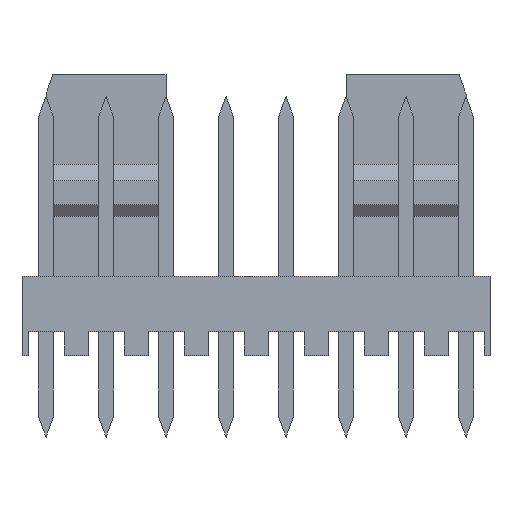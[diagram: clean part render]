
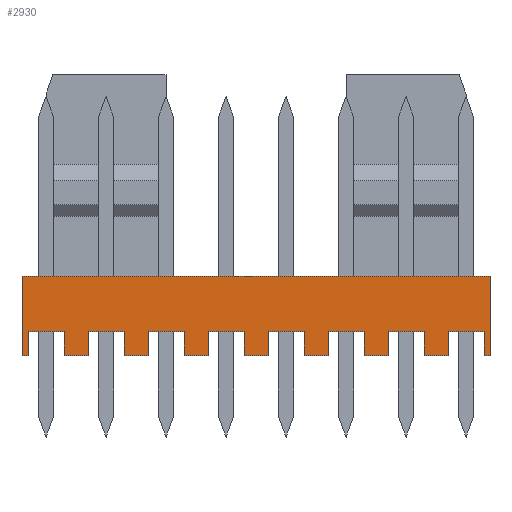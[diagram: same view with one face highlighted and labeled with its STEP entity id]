
A CAD part, top view. The second image highlights one B-rep face of the part: STEP entity #2930.
In plain terms, the highlighted planar face has unit normal (0, 0, 1).
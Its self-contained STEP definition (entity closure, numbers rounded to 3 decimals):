
#13=DIRECTION('',(0.,-1.,0.));
#14=VECTOR('',#13,3.3);
#15=CARTESIAN_POINT('',(-9.75,1.65,2.95));
#16=LINE('',#15,#14);
#230=DIRECTION('',(0.,1.,0.));
#231=VECTOR('',#230,1.);
#232=CARTESIAN_POINT('',(-8.,-1.65,2.95));
#233=LINE('',#232,#231);
#234=DIRECTION('',(-1.,0.,0.));
#235=VECTOR('',#234,1.5);
#236=CARTESIAN_POINT('',(-8.,-0.65,2.95));
#237=LINE('',#236,#235);
#238=DIRECTION('',(0.,1.,0.));
#239=VECTOR('',#238,1.);
#240=CARTESIAN_POINT('',(-9.5,-1.65,2.95));
#241=LINE('',#240,#239);
#242=DIRECTION('',(1.,0.,0.));
#243=VECTOR('',#242,19.5);
#244=CARTESIAN_POINT('',(-9.75,1.65,2.95));
#245=LINE('',#244,#243);
#246=DIRECTION('',(0.,1.,0.));
#247=VECTOR('',#246,1.);
#248=CARTESIAN_POINT('',(9.5,-1.65,2.95));
#249=LINE('',#248,#247);
#250=DIRECTION('',(-1.,0.,0.));
#251=VECTOR('',#250,1.5);
#252=CARTESIAN_POINT('',(9.5,-0.65,2.95));
#253=LINE('',#252,#251);
#254=DIRECTION('',(0.,1.,0.));
#255=VECTOR('',#254,1.);
#256=CARTESIAN_POINT('',(8.,-1.65,2.95));
#257=LINE('',#256,#255);
#258=DIRECTION('',(0.,1.,0.));
#259=VECTOR('',#258,1.);
#260=CARTESIAN_POINT('',(7.,-1.65,2.95));
#261=LINE('',#260,#259);
#262=DIRECTION('',(-1.,0.,0.));
#263=VECTOR('',#262,1.5);
#264=CARTESIAN_POINT('',(7.,-0.65,2.95));
#265=LINE('',#264,#263);
#266=DIRECTION('',(0.,1.,0.));
#267=VECTOR('',#266,1.);
#268=CARTESIAN_POINT('',(5.5,-1.65,2.95));
#269=LINE('',#268,#267);
#270=DIRECTION('',(0.,1.,0.));
#271=VECTOR('',#270,1.);
#272=CARTESIAN_POINT('',(4.5,-1.65,2.95));
#273=LINE('',#272,#271);
#274=DIRECTION('',(-1.,0.,0.));
#275=VECTOR('',#274,1.5);
#276=CARTESIAN_POINT('',(4.5,-0.65,2.95));
#277=LINE('',#276,#275);
#278=DIRECTION('',(0.,1.,0.));
#279=VECTOR('',#278,1.);
#280=CARTESIAN_POINT('',(3.,-1.65,2.95));
#281=LINE('',#280,#279);
#282=DIRECTION('',(0.,1.,0.));
#283=VECTOR('',#282,1.);
#284=CARTESIAN_POINT('',(2.,-1.65,2.95));
#285=LINE('',#284,#283);
#286=DIRECTION('',(-1.,0.,0.));
#287=VECTOR('',#286,1.5);
#288=CARTESIAN_POINT('',(2.,-0.65,2.95));
#289=LINE('',#288,#287);
#290=DIRECTION('',(0.,1.,0.));
#291=VECTOR('',#290,1.);
#292=CARTESIAN_POINT('',(0.5,-1.65,2.95));
#293=LINE('',#292,#291);
#294=DIRECTION('',(0.,1.,0.));
#295=VECTOR('',#294,1.);
#296=CARTESIAN_POINT('',(-0.5,-1.65,2.95));
#297=LINE('',#296,#295);
#298=DIRECTION('',(-1.,0.,0.));
#299=VECTOR('',#298,1.5);
#300=CARTESIAN_POINT('',(-0.5,-0.65,2.95));
#301=LINE('',#300,#299);
#302=DIRECTION('',(0.,1.,0.));
#303=VECTOR('',#302,1.);
#304=CARTESIAN_POINT('',(-2.,-1.65,2.95));
#305=LINE('',#304,#303);
#306=DIRECTION('',(0.,1.,0.));
#307=VECTOR('',#306,1.);
#308=CARTESIAN_POINT('',(-3.,-1.65,2.95));
#309=LINE('',#308,#307);
#310=DIRECTION('',(-1.,0.,0.));
#311=VECTOR('',#310,1.5);
#312=CARTESIAN_POINT('',(-3.,-0.65,2.95));
#313=LINE('',#312,#311);
#314=DIRECTION('',(0.,1.,0.));
#315=VECTOR('',#314,1.);
#316=CARTESIAN_POINT('',(-4.5,-1.65,2.95));
#317=LINE('',#316,#315);
#318=DIRECTION('',(0.,1.,0.));
#319=VECTOR('',#318,1.);
#320=CARTESIAN_POINT('',(-5.5,-1.65,2.95));
#321=LINE('',#320,#319);
#322=DIRECTION('',(-1.,0.,0.));
#323=VECTOR('',#322,1.5);
#324=CARTESIAN_POINT('',(-5.5,-0.65,2.95));
#325=LINE('',#324,#323);
#326=DIRECTION('',(0.,1.,0.));
#327=VECTOR('',#326,1.);
#328=CARTESIAN_POINT('',(-7.,-1.65,2.95));
#329=LINE('',#328,#327);
#358=DIRECTION('',(1.,0.,0.));
#359=VECTOR('',#358,0.25);
#360=CARTESIAN_POINT('',(9.5,-1.65,2.95));
#361=LINE('',#360,#359);
#366=DIRECTION('',(1.,0.,0.));
#367=VECTOR('',#366,1.);
#368=CARTESIAN_POINT('',(7.,-1.65,2.95));
#369=LINE('',#368,#367);
#378=DIRECTION('',(1.,0.,0.));
#379=VECTOR('',#378,1.);
#380=CARTESIAN_POINT('',(4.5,-1.65,2.95));
#381=LINE('',#380,#379);
#390=DIRECTION('',(1.,0.,0.));
#391=VECTOR('',#390,1.);
#392=CARTESIAN_POINT('',(2.,-1.65,2.95));
#393=LINE('',#392,#391);
#402=DIRECTION('',(1.,0.,0.));
#403=VECTOR('',#402,1.);
#404=CARTESIAN_POINT('',(-0.5,-1.65,2.95));
#405=LINE('',#404,#403);
#414=DIRECTION('',(1.,0.,0.));
#415=VECTOR('',#414,1.);
#416=CARTESIAN_POINT('',(-3.,-1.65,2.95));
#417=LINE('',#416,#415);
#426=DIRECTION('',(1.,0.,0.));
#427=VECTOR('',#426,1.);
#428=CARTESIAN_POINT('',(-5.5,-1.65,2.95));
#429=LINE('',#428,#427);
#438=DIRECTION('',(1.,0.,0.));
#439=VECTOR('',#438,1.);
#440=CARTESIAN_POINT('',(-8.,-1.65,2.95));
#441=LINE('',#440,#439);
#450=DIRECTION('',(1.,0.,0.));
#451=VECTOR('',#450,0.25);
#452=CARTESIAN_POINT('',(-9.75,-1.65,2.95));
#453=LINE('',#452,#451);
#1815=DIRECTION('',(0.,-1.,0.));
#1816=VECTOR('',#1815,3.3);
#1817=CARTESIAN_POINT('',(9.75,1.65,2.95));
#1818=LINE('',#1817,#1816);
#1995=CARTESIAN_POINT('',(-9.75,1.65,2.95));
#1996=CARTESIAN_POINT('',(-9.75,-1.65,2.95));
#1997=VERTEX_POINT('',#1995);
#1998=VERTEX_POINT('',#1996);
#2005=CARTESIAN_POINT('',(9.75,1.65,2.95));
#2006=CARTESIAN_POINT('',(9.75,-1.65,2.95));
#2007=VERTEX_POINT('',#2005);
#2008=VERTEX_POINT('',#2006);
#2195=CARTESIAN_POINT('',(9.5,-1.65,2.95));
#2196=CARTESIAN_POINT('',(9.5,-0.65,2.95));
#2197=VERTEX_POINT('',#2195);
#2198=VERTEX_POINT('',#2196);
#2199=CARTESIAN_POINT('',(8.,-0.65,2.95));
#2200=VERTEX_POINT('',#2199);
#2201=CARTESIAN_POINT('',(8.,-1.65,2.95));
#2202=VERTEX_POINT('',#2201);
#2211=CARTESIAN_POINT('',(7.,-1.65,2.95));
#2212=CARTESIAN_POINT('',(7.,-0.65,2.95));
#2213=VERTEX_POINT('',#2211);
#2214=VERTEX_POINT('',#2212);
#2215=CARTESIAN_POINT('',(5.5,-0.65,2.95));
#2216=VERTEX_POINT('',#2215);
#2217=CARTESIAN_POINT('',(5.5,-1.65,2.95));
#2218=VERTEX_POINT('',#2217);
#2227=CARTESIAN_POINT('',(4.5,-1.65,2.95));
#2228=CARTESIAN_POINT('',(4.5,-0.65,2.95));
#2229=VERTEX_POINT('',#2227);
#2230=VERTEX_POINT('',#2228);
#2231=CARTESIAN_POINT('',(3.,-0.65,2.95));
#2232=VERTEX_POINT('',#2231);
#2233=CARTESIAN_POINT('',(3.,-1.65,2.95));
#2234=VERTEX_POINT('',#2233);
#2243=CARTESIAN_POINT('',(2.,-1.65,2.95));
#2244=CARTESIAN_POINT('',(2.,-0.65,2.95));
#2245=VERTEX_POINT('',#2243);
#2246=VERTEX_POINT('',#2244);
#2247=CARTESIAN_POINT('',(0.5,-0.65,2.95));
#2248=VERTEX_POINT('',#2247);
#2249=CARTESIAN_POINT('',(0.5,-1.65,2.95));
#2250=VERTEX_POINT('',#2249);
#2259=CARTESIAN_POINT('',(-0.5,-1.65,2.95));
#2260=CARTESIAN_POINT('',(-0.5,-0.65,2.95));
#2261=VERTEX_POINT('',#2259);
#2262=VERTEX_POINT('',#2260);
#2263=CARTESIAN_POINT('',(-2.,-0.65,2.95));
#2264=VERTEX_POINT('',#2263);
#2265=CARTESIAN_POINT('',(-2.,-1.65,2.95));
#2266=VERTEX_POINT('',#2265);
#2275=CARTESIAN_POINT('',(-3.,-1.65,2.95));
#2276=CARTESIAN_POINT('',(-3.,-0.65,2.95));
#2277=VERTEX_POINT('',#2275);
#2278=VERTEX_POINT('',#2276);
#2279=CARTESIAN_POINT('',(-4.5,-0.65,2.95));
#2280=VERTEX_POINT('',#2279);
#2281=CARTESIAN_POINT('',(-4.5,-1.65,2.95));
#2282=VERTEX_POINT('',#2281);
#2291=CARTESIAN_POINT('',(-5.5,-1.65,2.95));
#2292=CARTESIAN_POINT('',(-5.5,-0.65,2.95));
#2293=VERTEX_POINT('',#2291);
#2294=VERTEX_POINT('',#2292);
#2295=CARTESIAN_POINT('',(-7.,-0.65,2.95));
#2296=VERTEX_POINT('',#2295);
#2297=CARTESIAN_POINT('',(-7.,-1.65,2.95));
#2298=VERTEX_POINT('',#2297);
#2307=CARTESIAN_POINT('',(-8.,-1.65,2.95));
#2308=CARTESIAN_POINT('',(-8.,-0.65,2.95));
#2309=VERTEX_POINT('',#2307);
#2310=VERTEX_POINT('',#2308);
#2311=CARTESIAN_POINT('',(-9.5,-0.65,2.95));
#2312=VERTEX_POINT('',#2311);
#2313=CARTESIAN_POINT('',(-9.5,-1.65,2.95));
#2314=VERTEX_POINT('',#2313);
#2853=CARTESIAN_POINT('',(-9.75,1.65,2.95));
#2854=DIRECTION('',(0.,0.,1.));
#2855=DIRECTION('',(0.,-1.,0.));
#2856=AXIS2_PLACEMENT_3D('',#2853,#2854,#2855);
#2857=PLANE('',#2856);
#2858=ORIENTED_EDGE('',*,*,#2843,.T.);
#2860=ORIENTED_EDGE('',*,*,#2859,.T.);
#2862=ORIENTED_EDGE('',*,*,#2861,.F.);
#2864=ORIENTED_EDGE('',*,*,#2863,.F.);
#2865=ORIENTED_EDGE('',*,*,#2670,.F.);
#2867=ORIENTED_EDGE('',*,*,#2866,.T.);
#2869=ORIENTED_EDGE('',*,*,#2868,.T.);
#2871=ORIENTED_EDGE('',*,*,#2870,.F.);
#2873=ORIENTED_EDGE('',*,*,#2872,.T.);
#2875=ORIENTED_EDGE('',*,*,#2874,.T.);
#2877=ORIENTED_EDGE('',*,*,#2876,.F.);
#2879=ORIENTED_EDGE('',*,*,#2878,.F.);
#2881=ORIENTED_EDGE('',*,*,#2880,.T.);
#2883=ORIENTED_EDGE('',*,*,#2882,.T.);
#2885=ORIENTED_EDGE('',*,*,#2884,.F.);
#2887=ORIENTED_EDGE('',*,*,#2886,.F.);
#2889=ORIENTED_EDGE('',*,*,#2888,.T.);
#2891=ORIENTED_EDGE('',*,*,#2890,.T.);
#2893=ORIENTED_EDGE('',*,*,#2892,.F.);
#2895=ORIENTED_EDGE('',*,*,#2894,.F.);
#2897=ORIENTED_EDGE('',*,*,#2896,.T.);
#2899=ORIENTED_EDGE('',*,*,#2898,.T.);
#2901=ORIENTED_EDGE('',*,*,#2900,.F.);
#2903=ORIENTED_EDGE('',*,*,#2902,.F.);
#2905=ORIENTED_EDGE('',*,*,#2904,.T.);
#2907=ORIENTED_EDGE('',*,*,#2906,.T.);
#2909=ORIENTED_EDGE('',*,*,#2908,.F.);
#2911=ORIENTED_EDGE('',*,*,#2910,.F.);
#2913=ORIENTED_EDGE('',*,*,#2912,.T.);
#2915=ORIENTED_EDGE('',*,*,#2914,.T.);
#2917=ORIENTED_EDGE('',*,*,#2916,.F.);
#2919=ORIENTED_EDGE('',*,*,#2918,.F.);
#2921=ORIENTED_EDGE('',*,*,#2920,.T.);
#2923=ORIENTED_EDGE('',*,*,#2922,.T.);
#2925=ORIENTED_EDGE('',*,*,#2924,.F.);
#2927=ORIENTED_EDGE('',*,*,#2926,.F.);
#2928=EDGE_LOOP('',(#2858,#2860,#2862,#2864,#2865,#2867,#2869,#2871,#2873,#2875,
#2877,#2879,#2881,#2883,#2885,#2887,#2889,#2891,#2893,#2895,#2897,#2899,#2901,
#2903,#2905,#2907,#2909,#2911,#2913,#2915,#2917,#2919,#2921,#2923,#2925,#2927));
#2929=FACE_OUTER_BOUND('',#2928,.F.);
#2930=ADVANCED_FACE('',(#2929),#2857,.T.);
#2670=EDGE_CURVE('',#1997,#1998,#16,.T.);
#2843=EDGE_CURVE('',#2309,#2310,#233,.T.);
#2859=EDGE_CURVE('',#2310,#2312,#237,.T.);
#2861=EDGE_CURVE('',#2314,#2312,#241,.T.);
#2863=EDGE_CURVE('',#1998,#2314,#453,.T.);
#2866=EDGE_CURVE('',#1997,#2007,#245,.T.);
#2868=EDGE_CURVE('',#2007,#2008,#1818,.T.);
#2870=EDGE_CURVE('',#2197,#2008,#361,.T.);
#2872=EDGE_CURVE('',#2197,#2198,#249,.T.);
#2874=EDGE_CURVE('',#2198,#2200,#253,.T.);
#2876=EDGE_CURVE('',#2202,#2200,#257,.T.);
#2878=EDGE_CURVE('',#2213,#2202,#369,.T.);
#2880=EDGE_CURVE('',#2213,#2214,#261,.T.);
#2882=EDGE_CURVE('',#2214,#2216,#265,.T.);
#2884=EDGE_CURVE('',#2218,#2216,#269,.T.);
#2886=EDGE_CURVE('',#2229,#2218,#381,.T.);
#2888=EDGE_CURVE('',#2229,#2230,#273,.T.);
#2890=EDGE_CURVE('',#2230,#2232,#277,.T.);
#2892=EDGE_CURVE('',#2234,#2232,#281,.T.);
#2894=EDGE_CURVE('',#2245,#2234,#393,.T.);
#2896=EDGE_CURVE('',#2245,#2246,#285,.T.);
#2898=EDGE_CURVE('',#2246,#2248,#289,.T.);
#2900=EDGE_CURVE('',#2250,#2248,#293,.T.);
#2902=EDGE_CURVE('',#2261,#2250,#405,.T.);
#2904=EDGE_CURVE('',#2261,#2262,#297,.T.);
#2906=EDGE_CURVE('',#2262,#2264,#301,.T.);
#2908=EDGE_CURVE('',#2266,#2264,#305,.T.);
#2910=EDGE_CURVE('',#2277,#2266,#417,.T.);
#2912=EDGE_CURVE('',#2277,#2278,#309,.T.);
#2914=EDGE_CURVE('',#2278,#2280,#313,.T.);
#2916=EDGE_CURVE('',#2282,#2280,#317,.T.);
#2918=EDGE_CURVE('',#2293,#2282,#429,.T.);
#2920=EDGE_CURVE('',#2293,#2294,#321,.T.);
#2922=EDGE_CURVE('',#2294,#2296,#325,.T.);
#2924=EDGE_CURVE('',#2298,#2296,#329,.T.);
#2926=EDGE_CURVE('',#2309,#2298,#441,.T.);
